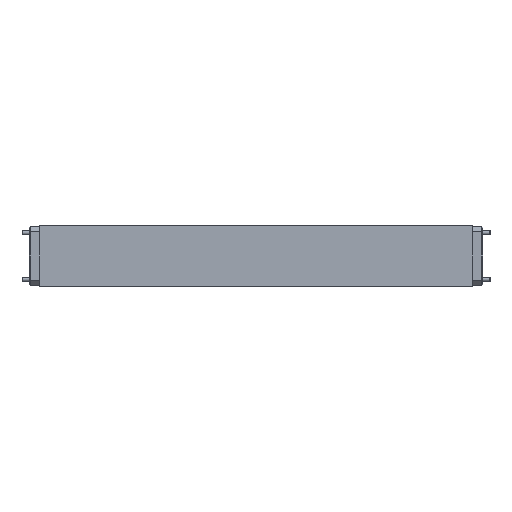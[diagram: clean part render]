
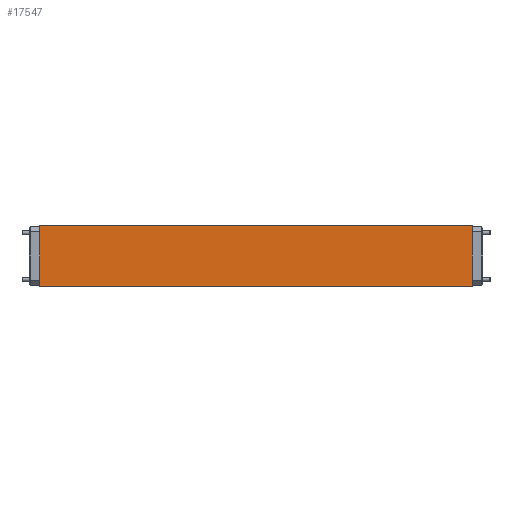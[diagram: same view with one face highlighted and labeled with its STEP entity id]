
A CAD part, front view. The second image highlights one B-rep face of the part: STEP entity #17547.
In plain terms, the highlighted planar face has unit normal (0, -1, 0).
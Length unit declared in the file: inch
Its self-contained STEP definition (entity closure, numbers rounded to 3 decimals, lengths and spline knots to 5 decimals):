
#193 = VECTOR ( 'NONE', #41241, 39.37008 ) ;
#255 = DIRECTION ( 'NONE',  ( 0., 0., -1. ) ) ;
#356 = EDGE_CURVE ( 'NONE', #9562, #36132, #13690, .T. ) ;
#697 = CARTESIAN_POINT ( 'NONE',  ( 10.37795, -0.24087, 0.68898 ) ) ;
#1549 = LINE ( 'NONE', #5743, #47984 ) ;
#1940 = CARTESIAN_POINT ( 'NONE',  ( 0.25197, -0.24087, 0.70866 ) ) ;
#2571 = LINE ( 'NONE', #1940, #193 ) ;
#2767 = VERTEX_POINT ( 'NONE', #33970 ) ;
#3087 = ORIENTED_EDGE ( 'NONE', *, *, #9955, .F. ) ;
#4321 = CARTESIAN_POINT ( 'NONE',  ( 10.37836, -0.24087, 0.70866 ) ) ;
#4976 = DIRECTION ( 'NONE',  ( 0., 0., -1. ) ) ;
#5743 = CARTESIAN_POINT ( 'NONE',  ( 10.37836, -0.24087, 0.70866 ) ) ;
#7078 = CARTESIAN_POINT ( 'NONE',  ( 0.25197, -0.24087, 0.68898 ) ) ;
#7216 = DIRECTION ( 'NONE',  ( 0., 0., 1. ) ) ;
#8524 = DIRECTION ( 'NONE',  ( 1., 0., 0. ) ) ;
#8648 = VERTEX_POINT ( 'NONE', #697 ) ;
#8855 = CARTESIAN_POINT ( 'NONE',  ( 0.25197, -0.24087, -0.70866 ) ) ;
#9262 = DIRECTION ( 'NONE',  ( 1., 0., 0. ) ) ;
#9562 = VERTEX_POINT ( 'NONE', #8855 ) ;
#9705 = DIRECTION ( 'NONE',  ( 0., 1., 0. ) ) ;
#9955 = EDGE_CURVE ( 'NONE', #49548, #36132, #41353, .T. ) ;
#11667 = CARTESIAN_POINT ( 'NONE',  ( 10.37836, -0.24087, 0.68898 ) ) ;
#11864 = VERTEX_POINT ( 'NONE', #11667 ) ;
#13690 = LINE ( 'NONE', #63326, #20244 ) ;
#13917 = PLANE ( 'NONE',  #57895 ) ;
#14526 = EDGE_CURVE ( 'NONE', #41536, #11864, #1549, .T. ) ;
#17547 = ADVANCED_FACE ( 'NONE', ( #28436 ), #13917, .F. ) ;
#19499 = LINE ( 'NONE', #4321, #43929 ) ;
#20244 = VECTOR ( 'NONE', #63641, 39.37008 ) ;
#24118 = LINE ( 'NONE', #38573, #36432 ) ;
#24636 = VECTOR ( 'NONE', #4976, 39.37008 ) ;
#24863 = LINE ( 'NONE', #39006, #33867 ) ;
#25930 = CARTESIAN_POINT ( 'NONE',  ( 10.37836, -0.24087, 0.70866 ) ) ;
#26061 = EDGE_CURVE ( 'NONE', #44327, #47528, #2571, .T. ) ;
#27399 = VECTOR ( 'NONE', #57690, 39.37008 ) ;
#27838 = CARTESIAN_POINT ( 'NONE',  ( 10.37795, -0.24087, 0.70866 ) ) ;
#28436 = FACE_OUTER_BOUND ( 'NONE', #43098, .T. ) ;
#29239 = CARTESIAN_POINT ( 'NONE',  ( 10.37836, -0.24087, -0.68898 ) ) ;
#29494 = LINE ( 'NONE', #49126, #24636 ) ;
#30120 = EDGE_CURVE ( 'NONE', #47528, #30279, #57431, .T. ) ;
#30279 = VERTEX_POINT ( 'NONE', #51638 ) ;
#30778 = ORIENTED_EDGE ( 'NONE', *, *, #30120, .T. ) ;
#31568 = EDGE_CURVE ( 'NONE', #49548, #2767, #24863, .T. ) ;
#32001 = CARTESIAN_POINT ( 'NONE',  ( 10.37836, -0.24087, -0.70866 ) ) ;
#32716 = CARTESIAN_POINT ( 'NONE',  ( 0.25197, -0.24087, 0.70866 ) ) ;
#32918 = DIRECTION ( 'NONE',  ( 0., 0., -1. ) ) ;
#33279 = ORIENTED_EDGE ( 'NONE', *, *, #31568, .T. ) ;
#33867 = VECTOR ( 'NONE', #34515, 39.37008 ) ;
#33970 = CARTESIAN_POINT ( 'NONE',  ( 10.37795, -0.24087, -0.68898 ) ) ;
#34515 = DIRECTION ( 'NONE',  ( -1., 0., 0. ) ) ;
#35127 = VECTOR ( 'NONE', #32918, 39.37008 ) ;
#36132 = VERTEX_POINT ( 'NONE', #32001 ) ;
#36432 = VECTOR ( 'NONE', #9262, 39.37008 ) ;
#36849 = ORIENTED_EDGE ( 'NONE', *, *, #43054, .T. ) ;
#37476 = LINE ( 'NONE', #27838, #58162 ) ;
#38573 = CARTESIAN_POINT ( 'NONE',  ( 10.37836, -0.24087, 0.68898 ) ) ;
#39006 = CARTESIAN_POINT ( 'NONE',  ( 10.37836, -0.24087, -0.68898 ) ) ;
#39188 = ORIENTED_EDGE ( 'NONE', *, *, #56326, .T. ) ;
#39920 = CARTESIAN_POINT ( 'NONE',  ( 10.37836, -0.24087, 0.70866 ) ) ;
#41241 = DIRECTION ( 'NONE',  ( 0., 0., -1. ) ) ;
#41353 = LINE ( 'NONE', #25930, #27399 ) ;
#41536 = VERTEX_POINT ( 'NONE', #39920 ) ;
#42917 = DIRECTION ( 'NONE',  ( 1., 0., 0. ) ) ;
#43054 = EDGE_CURVE ( 'NONE', #30279, #9562, #29494, .T. ) ;
#43098 = EDGE_LOOP ( 'NONE', ( #3087, #33279, #39188, #56211, #61764, #58670, #49068, #30778, #36849, #50417 ) ) ;
#43929 = VECTOR ( 'NONE', #8524, 39.37008 ) ;
#44327 = VERTEX_POINT ( 'NONE', #32716 ) ;
#47528 = VERTEX_POINT ( 'NONE', #7078 ) ;
#47984 = VECTOR ( 'NONE', #255, 39.37008 ) ;
#49068 = ORIENTED_EDGE ( 'NONE', *, *, #26061, .T. ) ;
#49126 = CARTESIAN_POINT ( 'NONE',  ( 0.25197, -0.24087, 0.70866 ) ) ;
#49548 = VERTEX_POINT ( 'NONE', #29239 ) ;
#50417 = ORIENTED_EDGE ( 'NONE', *, *, #356, .T. ) ;
#51638 = CARTESIAN_POINT ( 'NONE',  ( 0.25197, -0.24087, -0.68898 ) ) ;
#52274 = CARTESIAN_POINT ( 'NONE',  ( 0.25197, -0.24087, 0.70866 ) ) ;
#53853 = CARTESIAN_POINT ( 'NONE',  ( 10.37836, -0.24087, 0.70866 ) ) ;
#55379 = EDGE_CURVE ( 'NONE', #8648, #11864, #24118, .T. ) ;
#56211 = ORIENTED_EDGE ( 'NONE', *, *, #55379, .T. ) ;
#56326 = EDGE_CURVE ( 'NONE', #2767, #8648, #37476, .T. ) ;
#57431 = LINE ( 'NONE', #52274, #35127 ) ;
#57690 = DIRECTION ( 'NONE',  ( 0., 0., -1. ) ) ;
#57895 = AXIS2_PLACEMENT_3D ( 'NONE', #53853, #9705, #42917 ) ;
#58162 = VECTOR ( 'NONE', #7216, 39.37008 ) ;
#58670 = ORIENTED_EDGE ( 'NONE', *, *, #62537, .F. ) ;
#61764 = ORIENTED_EDGE ( 'NONE', *, *, #14526, .F. ) ;
#62537 = EDGE_CURVE ( 'NONE', #44327, #41536, #19499, .T. ) ;
#63326 = CARTESIAN_POINT ( 'NONE',  ( 10.37836, -0.24087, -0.70866 ) ) ;
#63641 = DIRECTION ( 'NONE',  ( 1., 0., 0. ) ) ;
